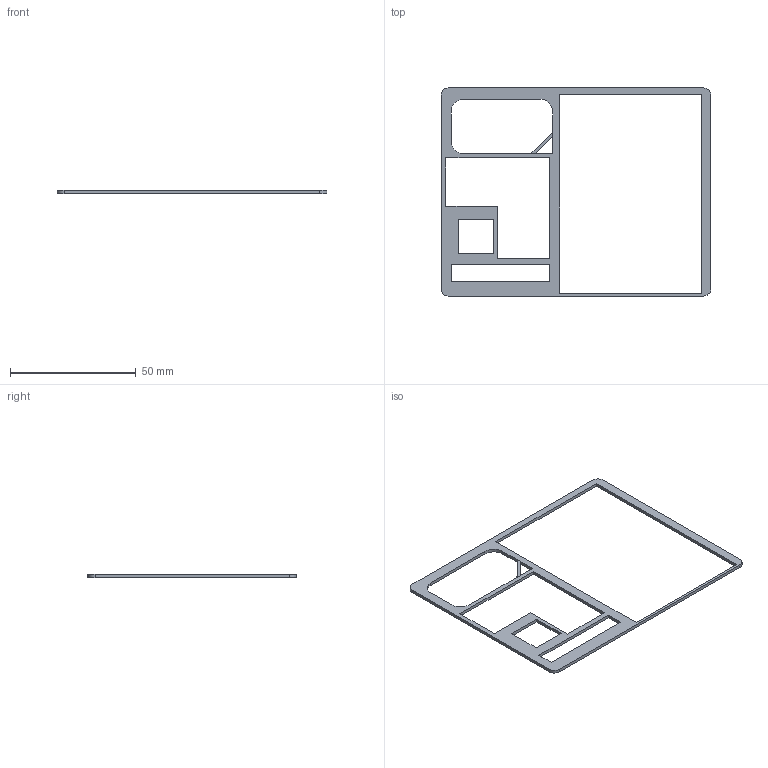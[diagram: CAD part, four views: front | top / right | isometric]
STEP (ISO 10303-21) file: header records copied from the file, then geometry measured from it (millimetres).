
FILE_DESCRIPTION(('HOOPS Exchange Step'),'2;1');
FILE_NAME('temp_export','2025-02-16T01:23:43+01:00',('deployor'),('Shapr3D Limited'),'HOOPS Exchange 2024.8','Shapr3D','Authorized');
FILE_SCHEMA( ('AP242_MANAGED_MODEL_BASED_3D_ENGINEERING_MIM_LF {1 0 10303 442 1 1 4}') );
Length unit declared in the file: millimetre
Products named in the file (2): TOP; root
Assembly tree (1 placements, depth 2):
  root
    TOP
Bounding box: 107.06 x 82.59 x 1.27 mm (x, y, z)
Volume: 2367.3 mm3; surface area: 5120.9 mm2
Topology: 2 solids, 2 shells, 43 faces, 117 edges, 78 vertices
Faces by surface type: plane 34, cylinder 9
Entity records: 1429 total; most frequent: CARTESIAN_POINT 242, ORIENTED_EDGE 234, DIRECTION 229, EDGE_CURVE 117, VECTOR 99, LINE 99, VERTEX_POINT 78, AXIS2_PLACEMENT_3D 65
